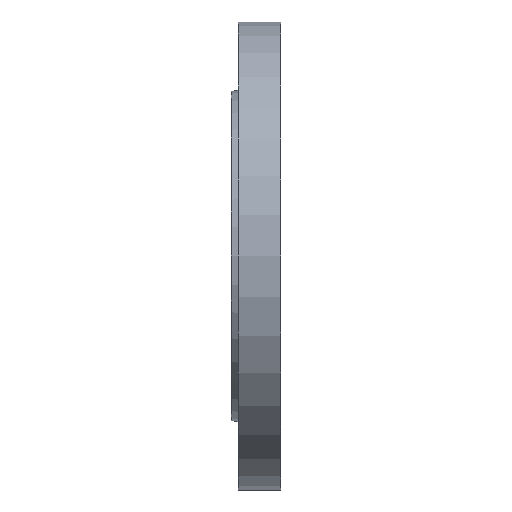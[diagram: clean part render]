
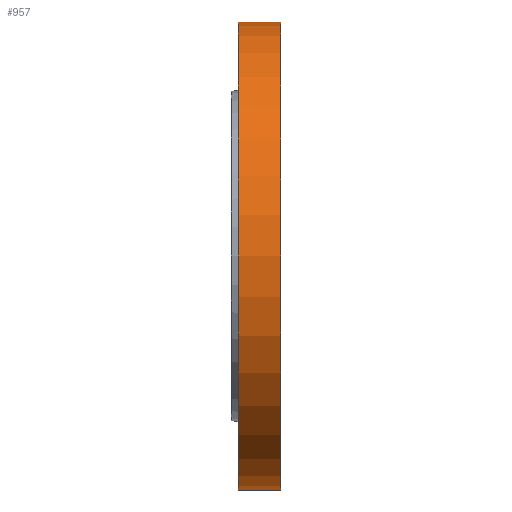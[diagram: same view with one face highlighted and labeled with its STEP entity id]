
A CAD part, left-side view. The second image highlights one B-rep face of the part: STEP entity #957.
In plain terms, the highlighted cylindrical face has radius 110 mm (diameter 220 mm), a partial arc.
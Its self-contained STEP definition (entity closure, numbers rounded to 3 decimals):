
#5 = DIRECTION ( 'NONE',  ( 0., 0., 1. ) ) ;
#19 = VECTOR ( 'NONE', #390, 1000. ) ;
#46 = DIRECTION ( 'NONE',  ( 0., 0., 1. ) ) ;
#71 = CARTESIAN_POINT ( 'NONE',  ( 0., 0., 0. ) ) ;
#77 = CARTESIAN_POINT ( 'NONE',  ( 0., 20., -110. ) ) ;
#106 = EDGE_CURVE ( 'NONE', #312, #250, #223, .T. ) ;
#107 = ORIENTED_EDGE ( 'NONE', *, *, #106, .T. ) ;
#128 = CARTESIAN_POINT ( 'NONE',  ( 0., 0., 110. ) ) ;
#138 = EDGE_CURVE ( 'NONE', #312, #938, #182, .T. ) ;
#157 = DIRECTION ( 'NONE',  ( 0., 1., 0. ) ) ;
#169 = CARTESIAN_POINT ( 'NONE',  ( 0., 20., 110. ) ) ;
#182 = CIRCLE ( 'NONE', #763, 110. ) ;
#187 = VERTEX_POINT ( 'NONE', #128 ) ;
#223 = LINE ( 'NONE', #77, #230 ) ;
#230 = VECTOR ( 'NONE', #682, 1000. ) ;
#250 = VERTEX_POINT ( 'NONE', #990 ) ;
#289 = CARTESIAN_POINT ( 'NONE',  ( 0., 20., 110. ) ) ;
#293 = LINE ( 'NONE', #289, #19 ) ;
#309 = DIRECTION ( 'NONE',  ( 0., -1., 0. ) ) ;
#312 = VERTEX_POINT ( 'NONE', #922 ) ;
#328 = EDGE_CURVE ( 'NONE', #250, #187, #874, .T. ) ;
#367 = DIRECTION ( 'NONE',  ( 0., 1., 0. ) ) ;
#390 = DIRECTION ( 'NONE',  ( 0., -1., 0. ) ) ;
#572 = ORIENTED_EDGE ( 'NONE', *, *, #138, .F. ) ;
#633 = DIRECTION ( 'NONE',  ( 0., 0., -1. ) ) ;
#682 = DIRECTION ( 'NONE',  ( 0., -1., 0. ) ) ;
#706 = ORIENTED_EDGE ( 'NONE', *, *, #328, .T. ) ;
#726 = CARTESIAN_POINT ( 'NONE',  ( 0., 20., 0. ) ) ;
#750 = ORIENTED_EDGE ( 'NONE', *, *, #827, .F. ) ;
#757 = EDGE_LOOP ( 'NONE', ( #750, #572, #107, #706 ) ) ;
#763 = AXIS2_PLACEMENT_3D ( 'NONE', #902, #367, #46 ) ;
#777 = AXIS2_PLACEMENT_3D ( 'NONE', #71, #157, #5 ) ;
#792 = FACE_OUTER_BOUND ( 'NONE', #757, .T. ) ;
#827 = EDGE_CURVE ( 'NONE', #938, #187, #293, .T. ) ;
#866 = CYLINDRICAL_SURFACE ( 'NONE', #898, 110. ) ;
#874 = CIRCLE ( 'NONE', #777, 110. ) ;
#898 = AXIS2_PLACEMENT_3D ( 'NONE', #726, #309, #633 ) ;
#902 = CARTESIAN_POINT ( 'NONE',  ( 0., 20., 0. ) ) ;
#922 = CARTESIAN_POINT ( 'NONE',  ( 0., 20., -110. ) ) ;
#938 = VERTEX_POINT ( 'NONE', #169 ) ;
#957 = ADVANCED_FACE ( 'NONE', ( #792 ), #866, .T. ) ;
#990 = CARTESIAN_POINT ( 'NONE',  ( 0., 0., -110. ) ) ;
